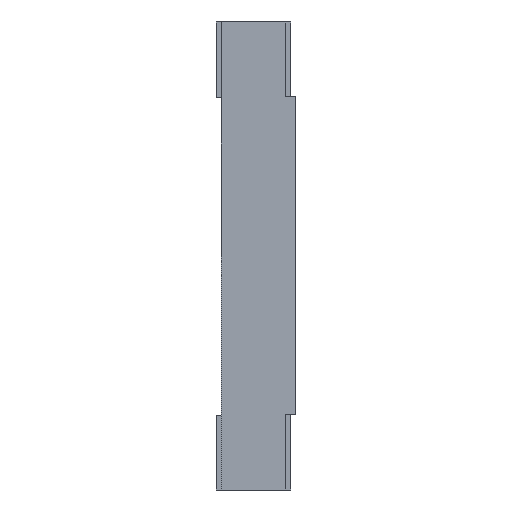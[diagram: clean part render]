
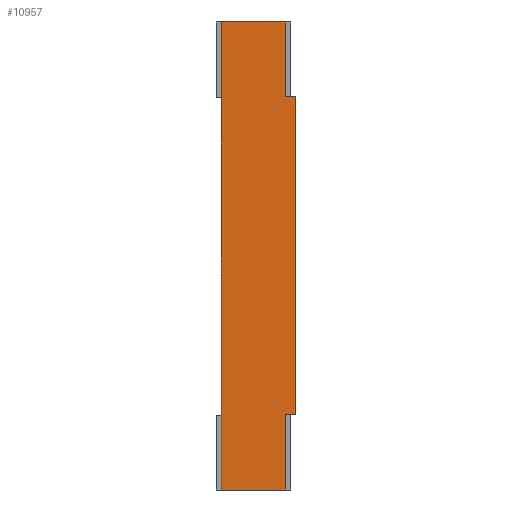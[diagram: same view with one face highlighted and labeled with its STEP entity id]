
A CAD part, front view. The second image highlights one B-rep face of the part: STEP entity #10957.
In plain terms, the highlighted planar face has unit normal (0, -1, 0).
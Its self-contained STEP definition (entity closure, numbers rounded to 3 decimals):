
#563 = VECTOR ( 'NONE', #6300, 1000. ) ;
#740 = DIRECTION ( 'NONE',  ( 0., 0., 1. ) ) ;
#1653 = CARTESIAN_POINT ( 'NONE',  ( 0., -5.08, 0. ) ) ;
#2109 = ORIENTED_EDGE ( 'NONE', *, *, #2922, .F. ) ;
#2729 = EDGE_CURVE ( 'NONE', #6543, #15478, #18703, .T. ) ;
#2922 = EDGE_CURVE ( 'NONE', #4152, #15499, #5115, .T. ) ;
#3547 = ORIENTED_EDGE ( 'NONE', *, *, #13461, .F. ) ;
#3653 = CARTESIAN_POINT ( 'NONE',  ( 0., -5.08, -2.2 ) ) ;
#3811 = ORIENTED_EDGE ( 'NONE', *, *, #2729, .T. ) ;
#3857 = ORIENTED_EDGE ( 'NONE', *, *, #8649, .F. ) ;
#3940 = VECTOR ( 'NONE', #11116, 1000. ) ;
#4152 = VERTEX_POINT ( 'NONE', #13889 ) ;
#4433 = DIRECTION ( 'NONE',  ( 0., 0., 1. ) ) ;
#4853 = LINE ( 'NONE', #3653, #11999 ) ;
#5115 = LINE ( 'NONE', #13354, #18965 ) ;
#5154 = DIRECTION ( 'NONE',  ( 0., -1., 0. ) ) ;
#5987 = LINE ( 'NONE', #11229, #3940 ) ;
#6183 = ORIENTED_EDGE ( 'NONE', *, *, #12384, .F. ) ;
#6300 = DIRECTION ( 'NONE',  ( 0., 0., -1. ) ) ;
#6333 = CARTESIAN_POINT ( 'NONE',  ( -0.3, -5.08, 0. ) ) ;
#6455 = VECTOR ( 'NONE', #740, 1000. ) ;
#6543 = VERTEX_POINT ( 'NONE', #17270 ) ;
#6603 = DIRECTION ( 'NONE',  ( 1., 0., 0. ) ) ;
#6720 = EDGE_CURVE ( 'NONE', #4152, #8865, #4853, .T. ) ;
#7583 = ORIENTED_EDGE ( 'NONE', *, *, #16778, .T. ) ;
#7705 = EDGE_LOOP ( 'NONE', ( #3547, #7583, #3811, #6183, #12678, #2109, #21074, #3857 ) ) ;
#7873 = CARTESIAN_POINT ( 'NONE',  ( -0.3, -5.08, 0. ) ) ;
#8374 = CARTESIAN_POINT ( 'NONE',  ( 0., -5.08, -2.2 ) ) ;
#8649 = EDGE_CURVE ( 'NONE', #18635, #8865, #11745, .T. ) ;
#8865 = VERTEX_POINT ( 'NONE', #1653 ) ;
#9540 = AXIS2_PLACEMENT_3D ( 'NONE', #8374, #5154, #19580 ) ;
#9678 = EDGE_CURVE ( 'NONE', #15499, #11124, #15924, .T. ) ;
#10114 = CARTESIAN_POINT ( 'NONE',  ( 0., -5.08, -2.2 ) ) ;
#10575 = CARTESIAN_POINT ( 'NONE',  ( 0.05, -5.08, -0.349 ) ) ;
#10723 = VERTEX_POINT ( 'NONE', #17237 ) ;
#10933 = PLANE ( 'NONE',  #9540 ) ;
#10957 = ADVANCED_FACE ( 'NONE', ( #14246 ), #10933, .T. ) ;
#11116 = DIRECTION ( 'NONE',  ( -1., 0., 0. ) ) ;
#11124 = VERTEX_POINT ( 'NONE', #13796 ) ;
#11175 = LINE ( 'NONE', #7873, #13484 ) ;
#11229 = CARTESIAN_POINT ( 'NONE',  ( -0.275, -5.08, -1.845 ) ) ;
#11745 = LINE ( 'NONE', #18249, #20001 ) ;
#11999 = VECTOR ( 'NONE', #18198, 1000. ) ;
#12259 = DIRECTION ( 'NONE',  ( 1., 0., 0. ) ) ;
#12384 = EDGE_CURVE ( 'NONE', #11124, #15478, #5987, .T. ) ;
#12678 = ORIENTED_EDGE ( 'NONE', *, *, #9678, .F. ) ;
#13233 = LINE ( 'NONE', #10114, #17010 ) ;
#13354 = CARTESIAN_POINT ( 'NONE',  ( -0.275, -5.08, -0.349 ) ) ;
#13461 = EDGE_CURVE ( 'NONE', #10723, #18635, #11175, .T. ) ;
#13484 = VECTOR ( 'NONE', #4433, 1000. ) ;
#13796 = CARTESIAN_POINT ( 'NONE',  ( 0.05, -5.08, -1.845 ) ) ;
#13889 = CARTESIAN_POINT ( 'NONE',  ( 0., -5.08, -0.349 ) ) ;
#14246 = FACE_OUTER_BOUND ( 'NONE', #7705, .T. ) ;
#15298 = CARTESIAN_POINT ( 'NONE',  ( 0., -5.08, -2.2 ) ) ;
#15478 = VERTEX_POINT ( 'NONE', #16772 ) ;
#15499 = VERTEX_POINT ( 'NONE', #10575 ) ;
#15924 = LINE ( 'NONE', #21033, #563 ) ;
#16772 = CARTESIAN_POINT ( 'NONE',  ( 0., -5.08, -1.845 ) ) ;
#16778 = EDGE_CURVE ( 'NONE', #10723, #6543, #13233, .T. ) ;
#17010 = VECTOR ( 'NONE', #6603, 1000. ) ;
#17237 = CARTESIAN_POINT ( 'NONE',  ( -0.3, -5.08, -2.2 ) ) ;
#17270 = CARTESIAN_POINT ( 'NONE',  ( 0., -5.08, -2.2 ) ) ;
#18198 = DIRECTION ( 'NONE',  ( 0., 0., 1. ) ) ;
#18249 = CARTESIAN_POINT ( 'NONE',  ( 0., -5.08, 0. ) ) ;
#18635 = VERTEX_POINT ( 'NONE', #6333 ) ;
#18703 = LINE ( 'NONE', #15298, #6455 ) ;
#18965 = VECTOR ( 'NONE', #19867, 1000. ) ;
#19580 = DIRECTION ( 'NONE',  ( 0., 0., -1. ) ) ;
#19867 = DIRECTION ( 'NONE',  ( 1., 0., 0. ) ) ;
#20001 = VECTOR ( 'NONE', #12259, 1000. ) ;
#21033 = CARTESIAN_POINT ( 'NONE',  ( 0.05, -5.08, 0. ) ) ;
#21074 = ORIENTED_EDGE ( 'NONE', *, *, #6720, .T. ) ;
